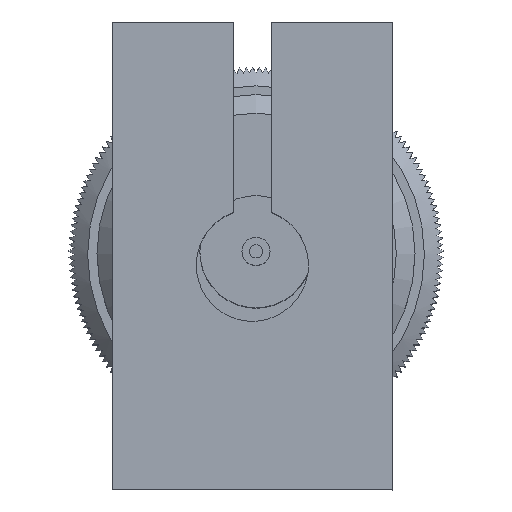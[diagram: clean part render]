
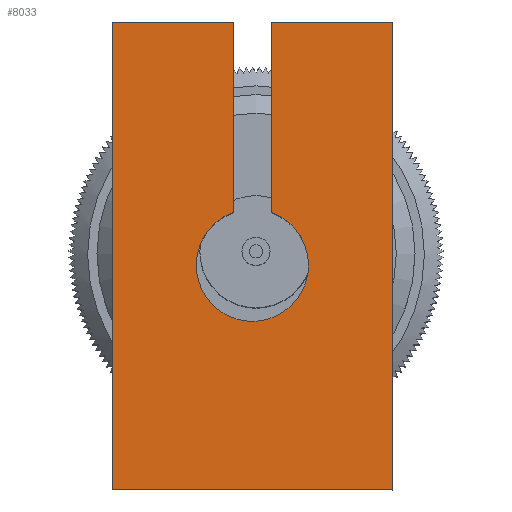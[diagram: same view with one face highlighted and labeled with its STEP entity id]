
A CAD part, top view. The second image highlights one B-rep face of the part: STEP entity #8033.
In plain terms, the highlighted planar face has unit normal (0, 0, 1).
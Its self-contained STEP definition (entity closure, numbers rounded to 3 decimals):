
#427=PLANE($,#8872);
#880=CIRCLE($,#8866,3.);
#1302=FACE_OUTER_BOUND($,#1768,.T.);
#1768=EDGE_LOOP($,(#7579,#7580,#7581,#7582,#7583,#7584,#7585,#7586,#7587,
#7588));
#2491=LINE($,#13741,#3241);
#2494=LINE($,#13748,#3244);
#2498=LINE($,#13765,#3248);
#2501=LINE($,#13792,#3251);
#2504=LINE($,#13798,#3254);
#2507=LINE($,#13804,#3257);
#2511=LINE($,#13816,#3261);
#2514=LINE($,#13822,#3264);
#2517=LINE($,#13827,#3267);
#3241=VECTOR($,#11195,5.);
#3244=VECTOR($,#11202,15.);
#3248=VECTOR($,#11222,5.);
#3251=VECTOR($,#11255,15.);
#3254=VECTOR($,#11260,6.5);
#3257=VECTOR($,#11265,10.172);
#3261=VECTOR($,#11277,10.172);
#3264=VECTOR($,#11282,6.5);
#3267=VECTOR($,#11287,25.);
#4046=VERTEX_POINT($,#13734);
#4048=VERTEX_POINT($,#13740);
#4050=VERTEX_POINT($,#13746);
#4055=VERTEX_POINT($,#13763);
#4064=VERTEX_POINT($,#13791);
#4066=VERTEX_POINT($,#13797);
#4068=VERTEX_POINT($,#13803);
#4070=VERTEX_POINT($,#13809);
#4072=VERTEX_POINT($,#13815);
#4074=VERTEX_POINT($,#13821);
#5205=EDGE_CURVE($,#4046,#4048,#2491,.T.);
#5209=EDGE_CURVE($,#4050,#4046,#2494,.T.);
#5217=EDGE_CURVE($,#4055,#4050,#2498,.T.);
#5227=EDGE_CURVE($,#4064,#4055,#2501,.T.);
#5230=EDGE_CURVE($,#4048,#4066,#2504,.T.);
#5233=EDGE_CURVE($,#4066,#4068,#2507,.T.);
#5236=EDGE_CURVE($,#4068,#4070,#880,.T.);
#5239=EDGE_CURVE($,#4070,#4072,#2511,.T.);
#5242=EDGE_CURVE($,#4072,#4074,#2514,.T.);
#5245=EDGE_CURVE($,#4074,#4064,#2517,.T.);
#7579=ORIENTED_EDGE($,*,*,#5227,.F.);
#7580=ORIENTED_EDGE($,*,*,#5245,.F.);
#7581=ORIENTED_EDGE($,*,*,#5242,.F.);
#7582=ORIENTED_EDGE($,*,*,#5239,.F.);
#7583=ORIENTED_EDGE($,*,*,#5236,.F.);
#7584=ORIENTED_EDGE($,*,*,#5233,.F.);
#7585=ORIENTED_EDGE($,*,*,#5230,.F.);
#7586=ORIENTED_EDGE($,*,*,#5205,.F.);
#7587=ORIENTED_EDGE($,*,*,#5209,.F.);
#7588=ORIENTED_EDGE($,*,*,#5217,.F.);
#8033=ADVANCED_FACE($,(#1302),#427,.T.);
#8866=AXIS2_PLACEMENT_3D($,#13810,#11270,#11271);
#8872=AXIS2_PLACEMENT_3D($,#13830,#11291,#11292);
#11195=DIRECTION($,(1.,0.,0.));
#11202=DIRECTION($,(1.,0.,0.));
#11222=DIRECTION($,(1.,0.,0.));
#11255=DIRECTION($,(0.,1.,0.));
#11260=DIRECTION($,(0.,-1.,0.));
#11265=DIRECTION($,(-1.,0.,0.));
#11270=DIRECTION('center_axis',(0.,0.,1.));
#11271=DIRECTION('ref_axis',(-0.943,-0.333,0.));
#11277=DIRECTION($,(1.,0.,0.));
#11282=DIRECTION($,(0.,-1.,0.));
#11287=DIRECTION($,(-1.,0.,0.));
#11291=DIRECTION('center_axis',(0.,0.,1.));
#11292=DIRECTION('ref_axis',(1.,0.,0.));
#13734=CARTESIAN_POINT('',(20.,15.,10.));
#13740=CARTESIAN_POINT('',(25.,15.,10.));
#13741=CARTESIAN_POINT($,(20.,15.,10.));
#13746=CARTESIAN_POINT('',(5.,15.,10.));
#13748=CARTESIAN_POINT($,(5.,15.,10.));
#13763=CARTESIAN_POINT('',(0.,15.,10.));
#13765=CARTESIAN_POINT($,(0.,15.,10.));
#13791=CARTESIAN_POINT('',(0.,0.,10.));
#13792=CARTESIAN_POINT($,(0.,0.,10.));
#13797=CARTESIAN_POINT('',(25.,8.5,10.));
#13798=CARTESIAN_POINT($,(25.,15.,10.));
#13803=CARTESIAN_POINT('',(14.828,8.5,10.));
#13804=CARTESIAN_POINT($,(25.,8.5,10.));
#13809=CARTESIAN_POINT('',(14.828,6.5,10.));
#13810=CARTESIAN_POINT('Origin',(12.,7.5,10.));
#13815=CARTESIAN_POINT('',(25.,6.5,10.));
#13816=CARTESIAN_POINT($,(14.828,6.5,10.));
#13821=CARTESIAN_POINT('',(25.,0.,10.));
#13822=CARTESIAN_POINT($,(25.,6.5,10.));
#13827=CARTESIAN_POINT($,(25.,0.,10.));
#13830=CARTESIAN_POINT('Origin',(13.511,7.5,10.));
